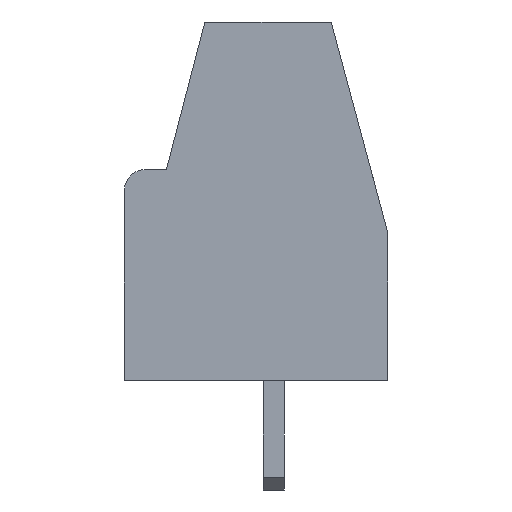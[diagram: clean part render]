
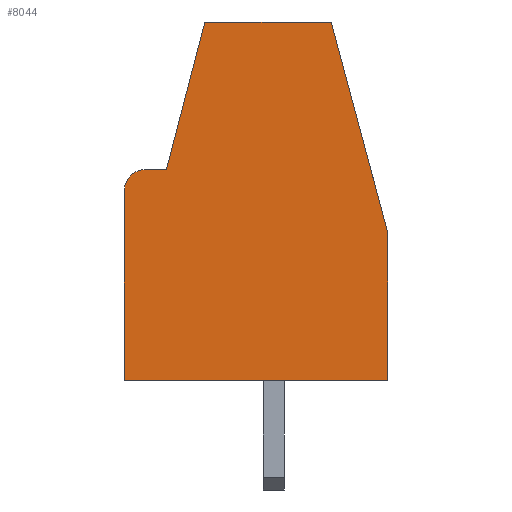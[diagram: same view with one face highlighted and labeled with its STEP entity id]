
A CAD part, left-side view. The second image highlights one B-rep face of the part: STEP entity #8044.
In plain terms, the highlighted planar face has unit normal (-1, 0, 0).
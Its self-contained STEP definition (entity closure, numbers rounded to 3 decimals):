
#427 = LINE ( 'NONE', #3313, #8590 ) ;
#756 = CARTESIAN_POINT ( 'NONE',  ( -1.51, 3.125, 0. ) ) ;
#794 = CARTESIAN_POINT ( 'NONE',  ( -1.51, 3.125, 4.5 ) ) ;
#991 = DIRECTION ( 'NONE',  ( 0., 0., 1. ) ) ;
#2406 = DIRECTION ( 'NONE',  ( 0., 0., -1. ) ) ;
#2836 = CARTESIAN_POINT ( 'NONE',  ( -1.51, -3.125, 3.5 ) ) ;
#3118 = DIRECTION ( 'NONE',  ( -1., 0., 0. ) ) ;
#3313 = CARTESIAN_POINT ( 'NONE',  ( -1.51, 1.215, 8.5 ) ) ;
#3437 = EDGE_CURVE ( 'NONE', #15005, #18096, #5833, .T. ) ;
#3824 = EDGE_CURVE ( 'NONE', #6828, #8165, #20371, .T. ) ;
#4358 = VERTEX_POINT ( 'NONE', #7457 ) ;
#4661 = CARTESIAN_POINT ( 'NONE',  ( -1.51, -1.785, 8.5 ) ) ;
#4814 = EDGE_CURVE ( 'NONE', #18096, #6828, #8900, .T. ) ;
#5356 = VECTOR ( 'NONE', #15895, 1000. ) ;
#5715 = CARTESIAN_POINT ( 'NONE',  ( -1.51, -3.125, 0. ) ) ;
#5833 = LINE ( 'NONE', #794, #14354 ) ;
#6342 = ORIENTED_EDGE ( 'NONE', *, *, #12568, .T. ) ;
#6370 = AXIS2_PLACEMENT_3D ( 'NONE', #14828, #7851, #14623 ) ;
#6605 = ORIENTED_EDGE ( 'NONE', *, *, #9957, .T. ) ;
#6828 = VERTEX_POINT ( 'NONE', #19843 ) ;
#7457 = CARTESIAN_POINT ( 'NONE',  ( -1.51, 1.215, 8.5 ) ) ;
#7486 = DIRECTION ( 'NONE',  ( 0., -1., 0. ) ) ;
#7851 = DIRECTION ( 'NONE',  ( -1., 0., 0. ) ) ;
#8044 = ADVANCED_FACE ( 'NONE', ( #14891 ), #8351, .T. ) ;
#8125 = DIRECTION ( 'NONE',  ( 0., 0.252, -0.968 ) ) ;
#8165 = VERTEX_POINT ( 'NONE', #18333 ) ;
#8351 = PLANE ( 'NONE',  #16334 ) ;
#8590 = VECTOR ( 'NONE', #8125, 1000. ) ;
#8900 = LINE ( 'NONE', #756, #19759 ) ;
#9223 = VECTOR ( 'NONE', #12879, 1000. ) ;
#9316 = LINE ( 'NONE', #15972, #9223 ) ;
#9710 = CARTESIAN_POINT ( 'NONE',  ( -1.51, 2.125, 5. ) ) ;
#9957 = EDGE_CURVE ( 'NONE', #4358, #16819, #427, .T. ) ;
#10761 = CARTESIAN_POINT ( 'NONE',  ( -1.51, 3.125, 4.5 ) ) ;
#11181 = ORIENTED_EDGE ( 'NONE', *, *, #19908, .T. ) ;
#11182 = LINE ( 'NONE', #2836, #5356 ) ;
#11337 = ORIENTED_EDGE ( 'NONE', *, *, #3437, .T. ) ;
#11342 = ORIENTED_EDGE ( 'NONE', *, *, #3824, .T. ) ;
#11510 = VECTOR ( 'NONE', #21146, 1000. ) ;
#11968 = ORIENTED_EDGE ( 'NONE', *, *, #19048, .T. ) ;
#12097 = ORIENTED_EDGE ( 'NONE', *, *, #4814, .T. ) ;
#12568 = EDGE_CURVE ( 'NONE', #16819, #15154, #9316, .T. ) ;
#12879 = DIRECTION ( 'NONE',  ( 0., 1., 0. ) ) ;
#13201 = DIRECTION ( 'NONE',  ( 0., 0., 1. ) ) ;
#14354 = VECTOR ( 'NONE', #2406, 1000. ) ;
#14623 = DIRECTION ( 'NONE',  ( 0., 0., 1. ) ) ;
#14828 = CARTESIAN_POINT ( 'NONE',  ( -1.51, 2.625, 4.5 ) ) ;
#14891 = FACE_OUTER_BOUND ( 'NONE', #19077, .T. ) ;
#15005 = VERTEX_POINT ( 'NONE', #10761 ) ;
#15154 = VERTEX_POINT ( 'NONE', #18191 ) ;
#15708 = VERTEX_POINT ( 'NONE', #18826 ) ;
#15895 = DIRECTION ( 'NONE',  ( 0., 0.259, 0.966 ) ) ;
#15972 = CARTESIAN_POINT ( 'NONE',  ( -1.51, 2.125, 5. ) ) ;
#16222 = LINE ( 'NONE', #4661, #11510 ) ;
#16334 = AXIS2_PLACEMENT_3D ( 'NONE', #21106, #3118, #13201 ) ;
#16819 = VERTEX_POINT ( 'NONE', #9710 ) ;
#17472 = VECTOR ( 'NONE', #991, 1000. ) ;
#18096 = VERTEX_POINT ( 'NONE', #18590 ) ;
#18191 = CARTESIAN_POINT ( 'NONE',  ( -1.51, 2.625, 5. ) ) ;
#18333 = CARTESIAN_POINT ( 'NONE',  ( -1.51, -3.125, 3.5 ) ) ;
#18590 = CARTESIAN_POINT ( 'NONE',  ( -1.51, 3.125, 0. ) ) ;
#18826 = CARTESIAN_POINT ( 'NONE',  ( -1.51, -1.785, 8.5 ) ) ;
#19048 = EDGE_CURVE ( 'NONE', #8165, #15708, #11182, .T. ) ;
#19077 = EDGE_LOOP ( 'NONE', ( #6605, #6342, #11181, #11337, #12097, #11342, #11968, #21114 ) ) ;
#19145 = EDGE_CURVE ( 'NONE', #15708, #4358, #16222, .T. ) ;
#19350 = CIRCLE ( 'NONE', #6370, 0.5 ) ;
#19759 = VECTOR ( 'NONE', #7486, 1000. ) ;
#19843 = CARTESIAN_POINT ( 'NONE',  ( -1.51, -3.125, 0. ) ) ;
#19908 = EDGE_CURVE ( 'NONE', #15154, #15005, #19350, .T. ) ;
#20371 = LINE ( 'NONE', #5715, #17472 ) ;
#21106 = CARTESIAN_POINT ( 'NONE',  ( -1.51, 2.625, 4.5 ) ) ;
#21114 = ORIENTED_EDGE ( 'NONE', *, *, #19145, .T. ) ;
#21146 = DIRECTION ( 'NONE',  ( 0., 1., 0. ) ) ;
